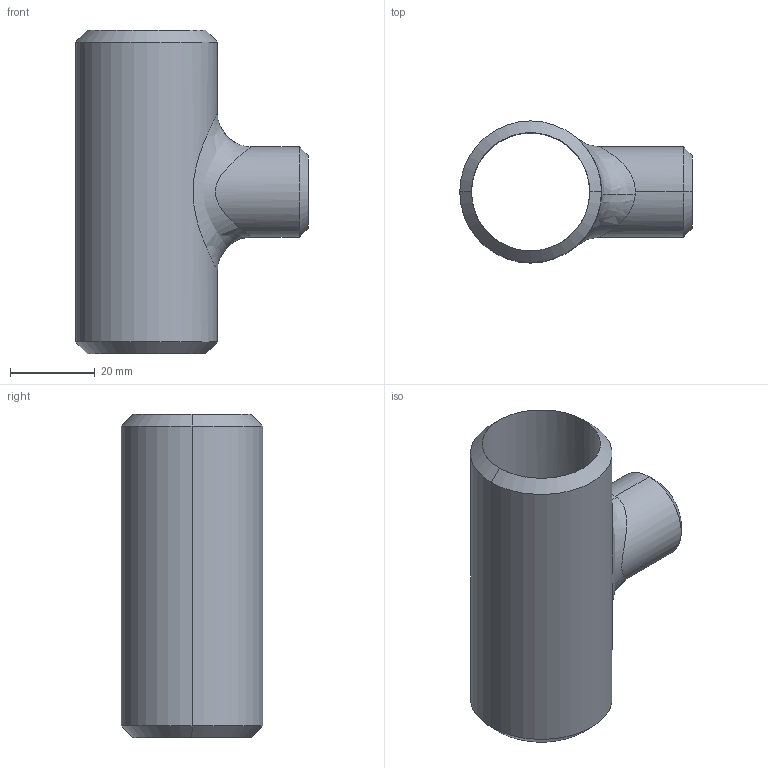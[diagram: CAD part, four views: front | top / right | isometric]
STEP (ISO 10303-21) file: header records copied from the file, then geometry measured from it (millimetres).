
FILE_DESCRIPTION (( 'STEP AP203' ), '1' );
FILE_NAME ('3D_R265_1x1-2x10S_173465240.STEP', '2024-08-26T06:28:59', ( '' ), ( '' ), 'SwSTEP 2.0', 'SolidWorks 2024', '' );
FILE_SCHEMA (( 'CONFIG_CONTROL_DESIGN' ));
Length unit declared in the file: millimetre
Products named in the file (1): 3D_R265_1x1-2x10S_173465240
Bounding box: 54.8 x 33.4 x 76.2 mm (x, y, z)
Volume: 21669.9 mm3; surface area: 17061.8 mm2
Topology: 1 solids, 1 shells, 23 faces, 60 edges, 38 vertices
Faces by surface type: cylinder 8, cone 6, plane 5, bspline 4
Entity records: 1964 total; most frequent: CARTESIAN_POINT 1347, ORIENTED_EDGE 120, DIRECTION 104, EDGE_CURVE 60, AXIS2_PLACEMENT_3D 44, VERTEX_POINT 38, EDGE_LOOP 26, CIRCLE 24
